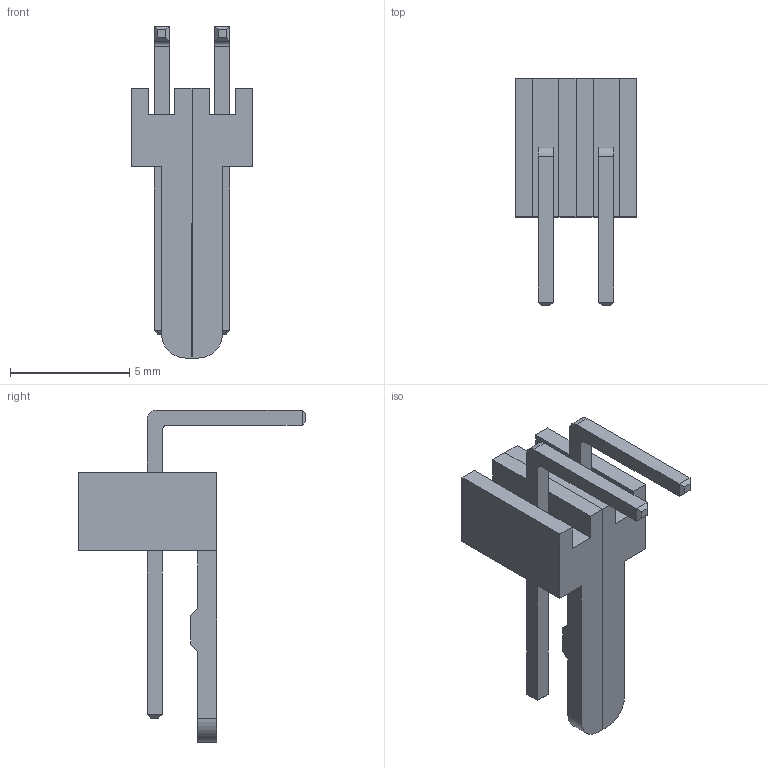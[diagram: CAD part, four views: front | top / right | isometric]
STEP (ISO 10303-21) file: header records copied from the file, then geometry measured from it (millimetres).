
FILE_DESCRIPTION (( 'STEP AP214' ), '1' );
FILE_NAME ('Molex_90Grad_2er.STEP', '2017-11-17T09:31:26', ( '' ), ( '' ), 'SwSTEP 2.0', 'SolidWorks 2016', '' );
FILE_SCHEMA (( 'AUTOMOTIVE_DESIGN' ));
Length unit declared in the file: millimetre
Products named in the file (3): Molex_Stecker_90Grad_links; Molex_90Grad_2er; Molex_Stecker_90Grad_rechts
Assembly tree (2 placements, depth 2):
  Molex_90Grad_2er
    Molex_Stecker_90Grad_rechts
    Molex_Stecker_90Grad_links
Bounding box: 5.08 x 9.52 x 13.9 mm (x, y, z)
Volume: 113.8 mm3; surface area: 340.8 mm2
Topology: 2 solids, 2 shells, 80 faces, 200 edges, 128 vertices
Faces by surface type: plane 74, cylinder 6
Entity records: 3208 total; most frequent: CARTESIAN_POINT 413, ORIENTED_EDGE 400, DIRECTION 382, EDGE_CURVE 200, LINE 188, VECTOR 188, VERTEX_POINT 128, AXIS2_PLACEMENT_3D 97
